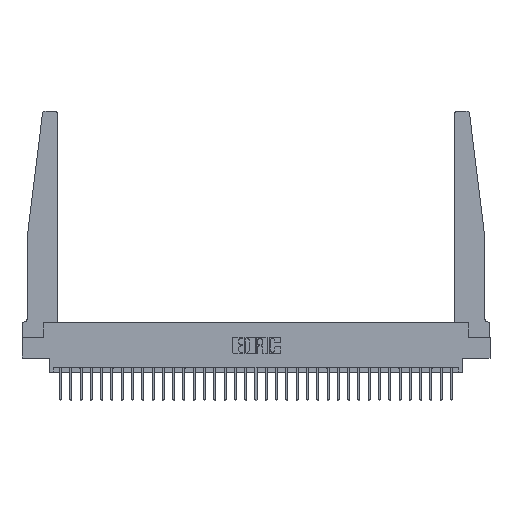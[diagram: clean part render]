
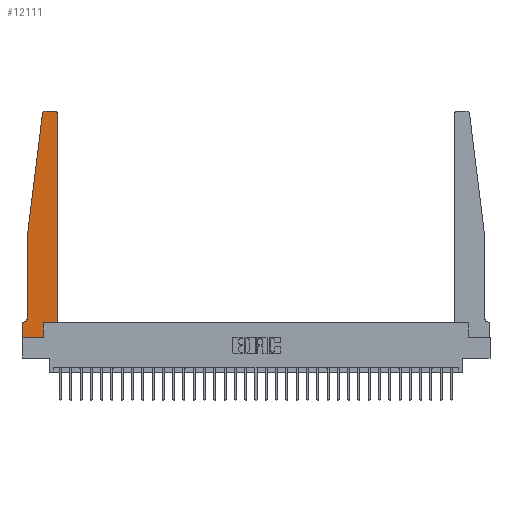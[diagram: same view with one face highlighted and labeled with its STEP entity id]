
A CAD part, top view. The second image highlights one B-rep face of the part: STEP entity #12111.
In plain terms, the highlighted planar face has unit normal (0, 0, 1).
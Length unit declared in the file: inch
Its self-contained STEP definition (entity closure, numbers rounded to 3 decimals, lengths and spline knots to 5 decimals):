
#172 = DIRECTION ( 'NONE',  ( 0., 1., 0. ) ) ;
#361 = CARTESIAN_POINT ( 'NONE',  ( 0.065, 0.1875, 0.37 ) ) ;
#404 = EDGE_CURVE ( 'NONE', #4796, #7009, #5524, .T. ) ;
#519 = CARTESIAN_POINT ( 'NONE',  ( 0.065, 1.25, 0.37 ) ) ;
#690 = ORIENTED_EDGE ( 'NONE', *, *, #18092, .T. ) ;
#781 = EDGE_CURVE ( 'NONE', #9649, #14126, #15463, .T. ) ;
#2043 = CARTESIAN_POINT ( 'NONE',  ( 0.065, 1.25, 0.37 ) ) ;
#2171 = ORIENTED_EDGE ( 'NONE', *, *, #2918, .T. ) ;
#2422 = CARTESIAN_POINT ( 'NONE',  ( 0., 0., 0.37 ) ) ;
#2530 = LINE ( 'NONE', #14739, #28419 ) ;
#2590 = CARTESIAN_POINT ( 'NONE',  ( 0., 0.1875, 0.37 ) ) ;
#2918 = EDGE_CURVE ( 'NONE', #10744, #11660, #29454, .T. ) ;
#3297 = DIRECTION ( 'NONE',  ( 1., 0., 0. ) ) ;
#3505 = DIRECTION ( 'NONE',  ( 0., 0., 1. ) ) ;
#4037 = DIRECTION ( 'NONE',  ( -1., 0., 0. ) ) ;
#4185 = CARTESIAN_POINT ( 'NONE',  ( 0.24675, 2.72367, 0.37 ) ) ;
#4200 = LINE ( 'NONE', #30605, #30671 ) ;
#4796 = VERTEX_POINT ( 'NONE', #8858 ) ;
#5372 = CARTESIAN_POINT ( 'NONE',  ( 0.425, 0.18, 0.37 ) ) ;
#5524 = LINE ( 'NONE', #5372, #19052 ) ;
#5738 = VECTOR ( 'NONE', #15066, 39.37008 ) ;
#5783 = ORIENTED_EDGE ( 'NONE', *, *, #28499, .T. ) ;
#5912 = LINE ( 'NONE', #13049, #15883 ) ;
#5974 = ORIENTED_EDGE ( 'NONE', *, *, #24936, .T. ) ;
#5983 = CARTESIAN_POINT ( 'NONE',  ( 0.065, 0.2375, 0.37 ) ) ;
#6089 = ORIENTED_EDGE ( 'NONE', *, *, #16979, .T. ) ;
#6294 = CARTESIAN_POINT ( 'NONE',  ( 0.2605, 0.18, 0.37 ) ) ;
#6378 = ORIENTED_EDGE ( 'NONE', *, *, #20324, .T. ) ;
#6563 = EDGE_CURVE ( 'NONE', #11208, #4796, #14059, .T. ) ;
#6840 = AXIS2_PLACEMENT_3D ( 'NONE', #9616, #23717, #26378 ) ;
#7009 = VERTEX_POINT ( 'NONE', #23190 ) ;
#7068 = ORIENTED_EDGE ( 'NONE', *, *, #25143, .T. ) ;
#8858 = CARTESIAN_POINT ( 'NONE',  ( 0.2605, 0.18, 0.37 ) ) ;
#9537 = VECTOR ( 'NONE', #10025, 39.37008 ) ;
#9616 = CARTESIAN_POINT ( 'NONE',  ( 0.395, 2.72, 0.37 ) ) ;
#9620 = CARTESIAN_POINT ( 'NONE',  ( 0.395, 2.75, 0.37 ) ) ;
#9649 = VERTEX_POINT ( 'NONE', #26786 ) ;
#10025 = DIRECTION ( 'NONE',  ( -1., 0., 0. ) ) ;
#10744 = VERTEX_POINT ( 'NONE', #4185 ) ;
#10909 = ORIENTED_EDGE ( 'NONE', *, *, #11241, .T. ) ;
#11208 = VERTEX_POINT ( 'NONE', #31013 ) ;
#11212 = CARTESIAN_POINT ( 'NONE',  ( 0.015, 0.1875, 0.37 ) ) ;
#11241 = EDGE_CURVE ( 'NONE', #19558, #17957, #12217, .T. ) ;
#11660 = VERTEX_POINT ( 'NONE', #2043 ) ;
#11781 = LINE ( 'NONE', #361, #9537 ) ;
#12111 = ADVANCED_FACE ( 'NONE', ( #26661 ), #24292, .T. ) ;
#12217 = LINE ( 'NONE', #17425, #5738 ) ;
#12281 = DIRECTION ( 'NONE',  ( 0., 0., 1. ) ) ;
#12678 = VERTEX_POINT ( 'NONE', #5983 ) ;
#12776 = ORIENTED_EDGE ( 'NONE', *, *, #6563, .T. ) ;
#13049 = CARTESIAN_POINT ( 'NONE',  ( 0.065, 1.25, 0.37 ) ) ;
#13055 = DIRECTION ( 'NONE',  ( 0., 0., -1. ) ) ;
#13196 = DIRECTION ( 'NONE',  ( 0., -1., 0. ) ) ;
#14059 = LINE ( 'NONE', #6294, #26339 ) ;
#14126 = VERTEX_POINT ( 'NONE', #9620 ) ;
#14739 = CARTESIAN_POINT ( 'NONE',  ( 0.425, 0.18, 0.37 ) ) ;
#14919 = AXIS2_PLACEMENT_3D ( 'NONE', #2590, #12281, #21922 ) ;
#15066 = DIRECTION ( 'NONE',  ( 0., -1., 0. ) ) ;
#15463 = CIRCLE ( 'NONE', #6840, 0.03 ) ;
#15709 = CARTESIAN_POINT ( 'NONE',  ( 0.27653, 2.72, 0.37 ) ) ;
#15883 = VECTOR ( 'NONE', #13196, 39.37008 ) ;
#16794 = VERTEX_POINT ( 'NONE', #27556 ) ;
#16979 = EDGE_CURVE ( 'NONE', #7009, #9649, #2530, .T. ) ;
#17425 = CARTESIAN_POINT ( 'NONE',  ( 0., 0., 0.37 ) ) ;
#17750 = EDGE_CURVE ( 'NONE', #12678, #20265, #21881, .T. ) ;
#17957 = VERTEX_POINT ( 'NONE', #2422 ) ;
#17960 = DIRECTION ( 'NONE',  ( -1., 0., 0. ) ) ;
#18092 = EDGE_CURVE ( 'NONE', #16794, #10744, #28957, .T. ) ;
#18271 = CARTESIAN_POINT ( 'NONE',  ( 0.015, 0.2375, 0.37 ) ) ;
#19052 = VECTOR ( 'NONE', #3297, 39.37008 ) ;
#19558 = VERTEX_POINT ( 'NONE', #26611 ) ;
#19655 = VECTOR ( 'NONE', #22207, 39.37008 ) ;
#19943 = EDGE_LOOP ( 'NONE', ( #7068, #690, #2171, #6378, #20062, #5783, #10909, #5974, #12776, #22119, #6089, #24940 ) ) ;
#20062 = ORIENTED_EDGE ( 'NONE', *, *, #17750, .T. ) ;
#20130 = DIRECTION ( 'NONE',  ( 1., 0., 0. ) ) ;
#20265 = VERTEX_POINT ( 'NONE', #11212 ) ;
#20324 = EDGE_CURVE ( 'NONE', #11660, #12678, #5912, .T. ) ;
#21636 = DIRECTION ( 'NONE',  ( 0., 1., 0. ) ) ;
#21881 = CIRCLE ( 'NONE', #30439, 0.05 ) ;
#21922 = DIRECTION ( 'NONE',  ( 1., 0., 0. ) ) ;
#22119 = ORIENTED_EDGE ( 'NONE', *, *, #404, .T. ) ;
#22207 = DIRECTION ( 'NONE',  ( -0.122, -0.992, 0. ) ) ;
#23122 = VECTOR ( 'NONE', #31096, 39.37008 ) ;
#23190 = CARTESIAN_POINT ( 'NONE',  ( 0.425, 0.18, 0.37 ) ) ;
#23717 = DIRECTION ( 'NONE',  ( 0., 0., 1. ) ) ;
#23849 = LINE ( 'NONE', #24003, #23122 ) ;
#24003 = CARTESIAN_POINT ( 'NONE',  ( 0., 0., 0.37 ) ) ;
#24292 = PLANE ( 'NONE',  #14919 ) ;
#24936 = EDGE_CURVE ( 'NONE', #17957, #11208, #23849, .T. ) ;
#24940 = ORIENTED_EDGE ( 'NONE', *, *, #781, .T. ) ;
#25143 = EDGE_CURVE ( 'NONE', #14126, #16794, #4200, .T. ) ;
#26339 = VECTOR ( 'NONE', #21636, 39.37008 ) ;
#26378 = DIRECTION ( 'NONE',  ( 1., 0., 0. ) ) ;
#26611 = CARTESIAN_POINT ( 'NONE',  ( 0., 0.1875, 0.37 ) ) ;
#26661 = FACE_OUTER_BOUND ( 'NONE', #19943, .T. ) ;
#26786 = CARTESIAN_POINT ( 'NONE',  ( 0.425, 2.72, 0.37 ) ) ;
#27556 = CARTESIAN_POINT ( 'NONE',  ( 0.27653, 2.75, 0.37 ) ) ;
#28419 = VECTOR ( 'NONE', #172, 39.37008 ) ;
#28499 = EDGE_CURVE ( 'NONE', #20265, #19558, #11781, .T. ) ;
#28957 = CIRCLE ( 'NONE', #29466, 0.03 ) ;
#29454 = LINE ( 'NONE', #519, #19655 ) ;
#29466 = AXIS2_PLACEMENT_3D ( 'NONE', #15709, #3505, #20130 ) ;
#30439 = AXIS2_PLACEMENT_3D ( 'NONE', #18271, #13055, #17960 ) ;
#30605 = CARTESIAN_POINT ( 'NONE',  ( 0.25, 2.75, 0.37 ) ) ;
#30671 = VECTOR ( 'NONE', #4037, 39.37008 ) ;
#31013 = CARTESIAN_POINT ( 'NONE',  ( 0.2605, 0., 0.37 ) ) ;
#31096 = DIRECTION ( 'NONE',  ( 1., 0., 0. ) ) ;
